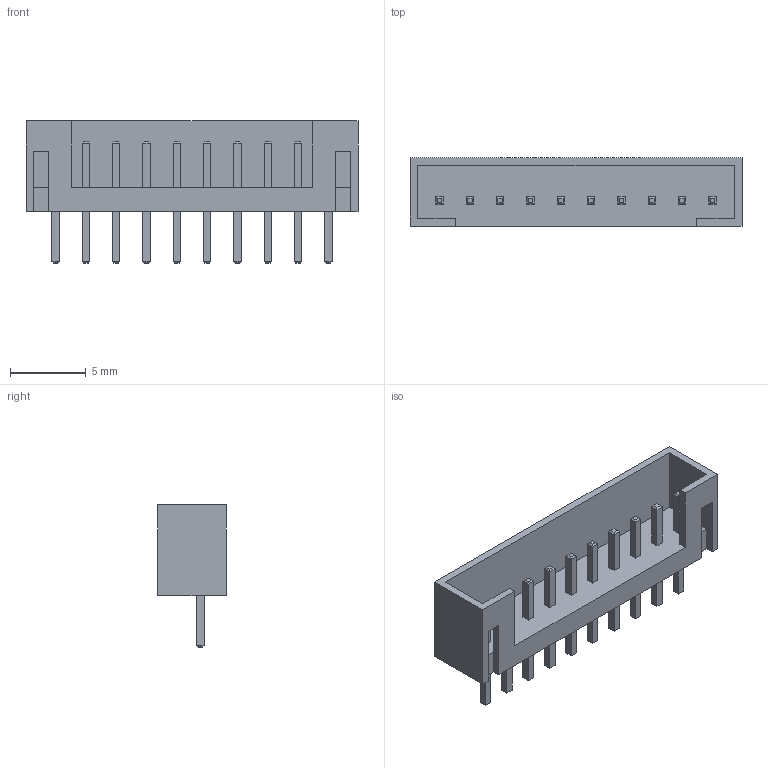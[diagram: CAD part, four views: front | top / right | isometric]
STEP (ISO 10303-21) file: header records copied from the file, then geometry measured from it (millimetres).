
FILE_DESCRIPTION( ( '' ), ' ' );
FILE_NAME( '5af13d90d7a6fe0fe331806f.step', '2018-05-08T06:02:57', ( '' ), ( '' ), ' ', ' ', ' ' );
FILE_SCHEMA( ( 'AUTOMOTIVE_DESIGN { 1 0 10303 214 1 1 1 1 }' ) );
Length unit declared in the file: metre
Products named in the file (11): Pin 10; Pin 9; Pin 8; Pin 7; Pin 6; Pin 5; Pin 4; Pin 3; Pin 2; Pin 1; JST Plug
Bounding box: 21.9 x 4.5 x 9.4 mm (x, y, z)
Volume: 246.3 mm3; surface area: 780.8 mm2
Topology: 11 solids, 11 shells, 200 faces, 464 edges, 282 vertices
Faces by surface type: plane 200
Entity records: 7216 total; most frequent: CARTESIAN_POINT 957, ORIENTED_EDGE 928, DIRECTION 886, EDGE_CURVE 464, LINE 464, VECTOR 464, VERTEX_POINT 282, EDGE_LOOP 220
